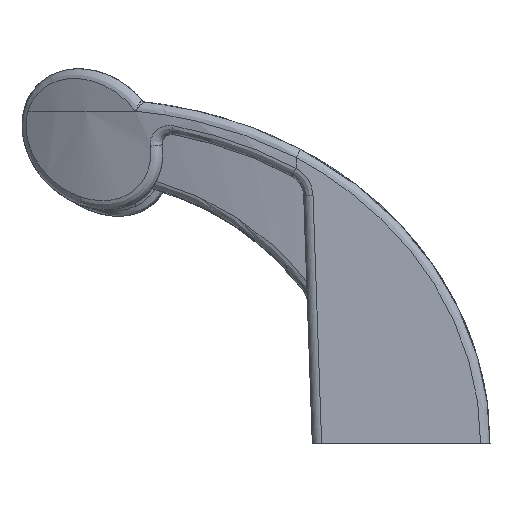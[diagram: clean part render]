
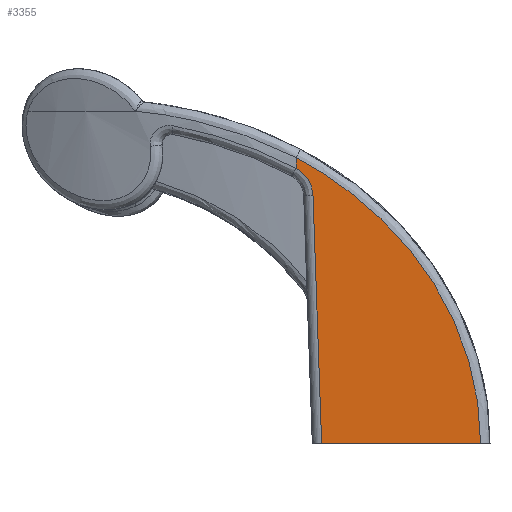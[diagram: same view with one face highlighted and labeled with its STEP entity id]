
A CAD part, left-side view. The second image highlights one B-rep face of the part: STEP entity #3355.
In plain terms, the highlighted planar face has unit normal (-0.999, 0, -0.035).
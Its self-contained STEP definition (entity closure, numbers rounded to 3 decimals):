
#16=PLANE($,#3571);
#179=LINE($,#7448,#357);
#180=LINE($,#7464,#358);
#181=LINE($,#7466,#359);
#357=VECTOR($,#3856,2.259);
#358=VECTOR($,#3857,52.976);
#359=VECTOR($,#3858,34.001);
#590=B_SPLINE_CURVE_WITH_KNOTS($,3,(#7450,#7451,#7452,#7453,#7454,#7455,
#7456,#7457,#7458,#7459,#7460,#7461,#7462),.UNSPECIFIED.,.F.,.F.,(4,3,3,
3,4),(0.502,0.761,1.019,1.277,
1.536),.UNSPECIFIED.);
#591=B_SPLINE_CURVE_WITH_KNOTS($,3,(#7467,#7468,#7469,#7470,#7471,#7472,
#7473,#7474,#7475,#7476,#7477,#7478,#7479,#7480,#7481,#7482,#7483,#7484,
#7485,#7486,#7487,#7488,#7489,#7490,#7491,#7492,#7493,#7494,#7495,#7496,
#7497,#7498,#7499,#7500,#7501,#7502,#7503,#7504,#7505,#7506,#7507,#7508,
#7509,#7510,#7511,#7512,#7513,#7514,#7515,#7516,#7517,#7518,#7519,#7520,
#7521,#7522,#7523,#7524,#7525,#7526,#7527,#7528,#7529,#7530,#7531,#7532,
#7533,#7534,#7535,#7536,#7537,#7538,#7539,#7540,#7541,#7542),
 .UNSPECIFIED.,.F.,.F.,(4,3,3,3,3,3,3,3,3,3,3,3,3,3,3,3,3,3,3,3,3,3,3,3,
3,4),(0.,0.117,0.119,0.125,0.219,
0.245,0.25,0.276,0.308,0.371,
0.373,0.375,0.496,0.497,
0.5,0.617,0.622,0.625,
0.686,0.748,0.748,0.75,
0.867,0.874,0.875,1.),.UNSPECIFIED.);
#860=FACE_OUTER_BOUND($,#1080,.T.);
#1080=EDGE_LOOP($,(#2424,#2425,#2426,#2427,#2428));
#1538=VERTEX_POINT($,#7446);
#1539=VERTEX_POINT($,#7447);
#1540=VERTEX_POINT($,#7449);
#1541=VERTEX_POINT($,#7463);
#1542=VERTEX_POINT($,#7465);
#1876=EDGE_CURVE($,#1538,#1539,#179,.T.);
#1877=EDGE_CURVE($,#1539,#1540,#590,.T.);
#1878=EDGE_CURVE($,#1540,#1541,#180,.T.);
#1879=EDGE_CURVE($,#1541,#1542,#181,.T.);
#1880=EDGE_CURVE($,#1542,#1538,#591,.T.);
#2424=ORIENTED_EDGE($,*,*,#1876,.T.);
#2425=ORIENTED_EDGE($,*,*,#1877,.T.);
#2426=ORIENTED_EDGE($,*,*,#1878,.T.);
#2427=ORIENTED_EDGE($,*,*,#1879,.T.);
#2428=ORIENTED_EDGE($,*,*,#1880,.T.);
#3355=ADVANCED_FACE($,(#860),#16,.T.);
#3571=AXIS2_PLACEMENT_3D($,#7445,#3854,#3855);
#3854=DIRECTION('center_axis',(-0.999,0.,
-0.035));
#3855=DIRECTION('ref_axis',(-0.035,0.,0.999));
#3856=DIRECTION($,(0.035,0.,-0.999));
#3857=DIRECTION($,(0.035,-0.035,-0.999));
#3858=DIRECTION($,(0.,-1.,0.));
#7445=CARTESIAN_POINT('Origin',(-118.,0.,0.));
#7446=CARTESIAN_POINT('',(-120.132,41.475,61.06));
#7447=CARTESIAN_POINT('',(-120.053,41.475,58.802));
#7448=CARTESIAN_POINT($,(-118.,41.475,0.));
#7449=CARTESIAN_POINT('',(-119.848,37.849,52.911));
#7450=CARTESIAN_POINT('Ctrl Pts',(-120.053,41.475,58.802));
#7451=CARTESIAN_POINT('Ctrl Pts',(-120.043,40.947,58.512));
#7452=CARTESIAN_POINT('Ctrl Pts',(-120.031,40.456,58.153));
#7453=CARTESIAN_POINT('Ctrl Pts',(-120.016,40.019,57.738));
#7454=CARTESIAN_POINT('Ctrl Pts',(-120.002,39.582,57.322));
#7455=CARTESIAN_POINT('Ctrl Pts',(-119.985,39.199,56.85));
#7456=CARTESIAN_POINT('Ctrl Pts',(-119.967,38.883,56.336));
#7457=CARTESIAN_POINT('Ctrl Pts',(-119.949,38.567,55.823));
#7458=CARTESIAN_POINT('Ctrl Pts',(-119.93,38.318,55.268));
#7459=CARTESIAN_POINT('Ctrl Pts',(-119.91,38.144,54.691));
#7460=CARTESIAN_POINT('Ctrl Pts',(-119.89,37.969,54.114));
#7461=CARTESIAN_POINT('Ctrl Pts',(-119.869,37.87,53.514));
#7462=CARTESIAN_POINT('Ctrl Pts',(-119.848,37.849,52.911));
#7463=CARTESIAN_POINT('',(-118.,36.001,0.));
#7464=CARTESIAN_POINT($,(-118.002,36.004,0.07));
#7465=CARTESIAN_POINT('',(-118.,2.,0.));
#7466=CARTESIAN_POINT($,(-118.,0.,0.));
#7467=CARTESIAN_POINT('Ctrl Pts',(-118.,2.,0.));
#7468=CARTESIAN_POINT('Ctrl Pts',(-118.105,2.003,2.993));
#7469=CARTESIAN_POINT('Ctrl Pts',(-118.209,2.221,5.973));
#7470=CARTESIAN_POINT('Ctrl Pts',(-118.312,2.654,8.94));
#7471=CARTESIAN_POINT('Ctrl Pts',(-118.314,2.66,8.984));
#7472=CARTESIAN_POINT('Ctrl Pts',(-118.315,2.667,9.029));
#7473=CARTESIAN_POINT('Ctrl Pts',(-118.317,2.674,9.073));
#7474=CARTESIAN_POINT('Ctrl Pts',(-118.322,2.696,9.227));
#7475=CARTESIAN_POINT('Ctrl Pts',(-118.328,2.72,9.382));
#7476=CARTESIAN_POINT('Ctrl Pts',(-118.333,2.743,9.533));
#7477=CARTESIAN_POINT('Ctrl Pts',(-118.415,3.108,11.881));
#7478=CARTESIAN_POINT('Ctrl Pts',(-118.496,3.606,14.206));
#7479=CARTESIAN_POINT('Ctrl Pts',(-118.576,4.235,16.507));
#7480=CARTESIAN_POINT('Ctrl Pts',(-118.599,4.409,17.144));
#7481=CARTESIAN_POINT('Ctrl Pts',(-118.621,4.594,17.78));
#7482=CARTESIAN_POINT('Ctrl Pts',(-118.643,4.789,18.413));
#7483=CARTESIAN_POINT('Ctrl Pts',(-118.648,4.828,18.542));
#7484=CARTESIAN_POINT('Ctrl Pts',(-118.652,4.868,18.671));
#7485=CARTESIAN_POINT('Ctrl Pts',(-118.656,4.908,18.8));
#7486=CARTESIAN_POINT('Ctrl Pts',(-118.679,5.109,19.439));
#7487=CARTESIAN_POINT('Ctrl Pts',(-118.701,5.32,20.074));
#7488=CARTESIAN_POINT('Ctrl Pts',(-118.723,5.54,20.707));
#7489=CARTESIAN_POINT('Ctrl Pts',(-118.75,5.806,21.469));
#7490=CARTESIAN_POINT('Ctrl Pts',(-118.776,6.086,22.229));
#7491=CARTESIAN_POINT('Ctrl Pts',(-118.803,6.381,22.984));
#7492=CARTESIAN_POINT('Ctrl Pts',(-118.855,6.967,24.484));
#7493=CARTESIAN_POINT('Ctrl Pts',(-118.906,7.606,25.956));
#7494=CARTESIAN_POINT('Ctrl Pts',(-118.957,8.304,27.417));
#7495=CARTESIAN_POINT('Ctrl Pts',(-118.959,8.331,27.473));
#7496=CARTESIAN_POINT('Ctrl Pts',(-118.961,8.357,27.528));
#7497=CARTESIAN_POINT('Ctrl Pts',(-118.963,8.384,27.584));
#7498=CARTESIAN_POINT('Ctrl Pts',(-118.965,8.406,27.629));
#7499=CARTESIAN_POINT('Ctrl Pts',(-118.966,8.429,27.676));
#7500=CARTESIAN_POINT('Ctrl Pts',(-118.968,8.45,27.72));
#7501=CARTESIAN_POINT('Ctrl Pts',(-119.064,9.778,30.465));
#7502=CARTESIAN_POINT('Ctrl Pts',(-119.157,11.297,33.126));
#7503=CARTESIAN_POINT('Ctrl Pts',(-119.247,13.006,35.704));
#7504=CARTESIAN_POINT('Ctrl Pts',(-119.247,13.012,35.713));
#7505=CARTESIAN_POINT('Ctrl Pts',(-119.247,13.018,35.722));
#7506=CARTESIAN_POINT('Ctrl Pts',(-119.248,13.024,35.731));
#7507=CARTESIAN_POINT('Ctrl Pts',(-119.25,13.073,35.805));
#7508=CARTESIAN_POINT('Ctrl Pts',(-119.253,13.123,35.88));
#7509=CARTESIAN_POINT('Ctrl Pts',(-119.256,13.172,35.953));
#7510=CARTESIAN_POINT('Ctrl Pts',(-119.341,14.817,38.411));
#7511=CARTESIAN_POINT('Ctrl Pts',(-119.424,16.623,40.775));
#7512=CARTESIAN_POINT('Ctrl Pts',(-119.503,18.59,43.044));
#7513=CARTESIAN_POINT('Ctrl Pts',(-119.507,18.677,43.144));
#7514=CARTESIAN_POINT('Ctrl Pts',(-119.51,18.764,43.244));
#7515=CARTESIAN_POINT('Ctrl Pts',(-119.514,18.852,43.344));
#7516=CARTESIAN_POINT('Ctrl Pts',(-119.515,18.896,43.395));
#7517=CARTESIAN_POINT('Ctrl Pts',(-119.517,18.941,43.446));
#7518=CARTESIAN_POINT('Ctrl Pts',(-119.519,18.986,43.496));
#7519=CARTESIAN_POINT('Ctrl Pts',(-119.559,20.005,44.653));
#7520=CARTESIAN_POINT('Ctrl Pts',(-119.599,21.068,45.785));
#7521=CARTESIAN_POINT('Ctrl Pts',(-119.637,22.163,46.882));
#7522=CARTESIAN_POINT('Ctrl Pts',(-119.677,23.29,48.009));
#7523=CARTESIAN_POINT('Ctrl Pts',(-119.715,24.453,49.103));
#7524=CARTESIAN_POINT('Ctrl Pts',(-119.752,25.661,50.17));
#7525=CARTESIAN_POINT('Ctrl Pts',(-119.752,25.665,50.173));
#7526=CARTESIAN_POINT('Ctrl Pts',(-119.752,25.669,50.177));
#7527=CARTESIAN_POINT('Ctrl Pts',(-119.752,25.674,50.181));
#7528=CARTESIAN_POINT('Ctrl Pts',(-119.753,25.707,50.211));
#7529=CARTESIAN_POINT('Ctrl Pts',(-119.754,25.742,50.241));
#7530=CARTESIAN_POINT('Ctrl Pts',(-119.755,25.775,50.27));
#7531=CARTESIAN_POINT('Ctrl Pts',(-119.824,27.993,52.221));
#7532=CARTESIAN_POINT('Ctrl Pts',(-119.888,30.333,54.054));
#7533=CARTESIAN_POINT('Ctrl Pts',(-119.948,32.793,55.769));
#7534=CARTESIAN_POINT('Ctrl Pts',(-119.951,32.938,55.871));
#7535=CARTESIAN_POINT('Ctrl Pts',(-119.955,33.085,55.973));
#7536=CARTESIAN_POINT('Ctrl Pts',(-119.958,33.231,56.073));
#7537=CARTESIAN_POINT('Ctrl Pts',(-119.959,33.249,56.086));
#7538=CARTESIAN_POINT('Ctrl Pts',(-119.959,33.268,56.098));
#7539=CARTESIAN_POINT('Ctrl Pts',(-119.959,33.286,56.111));
#7540=CARTESIAN_POINT('Ctrl Pts',(-120.022,35.901,57.906));
#7541=CARTESIAN_POINT('Ctrl Pts',(-120.08,38.63,59.555));
#7542=CARTESIAN_POINT('Ctrl Pts',(-120.132,41.475,61.06));
